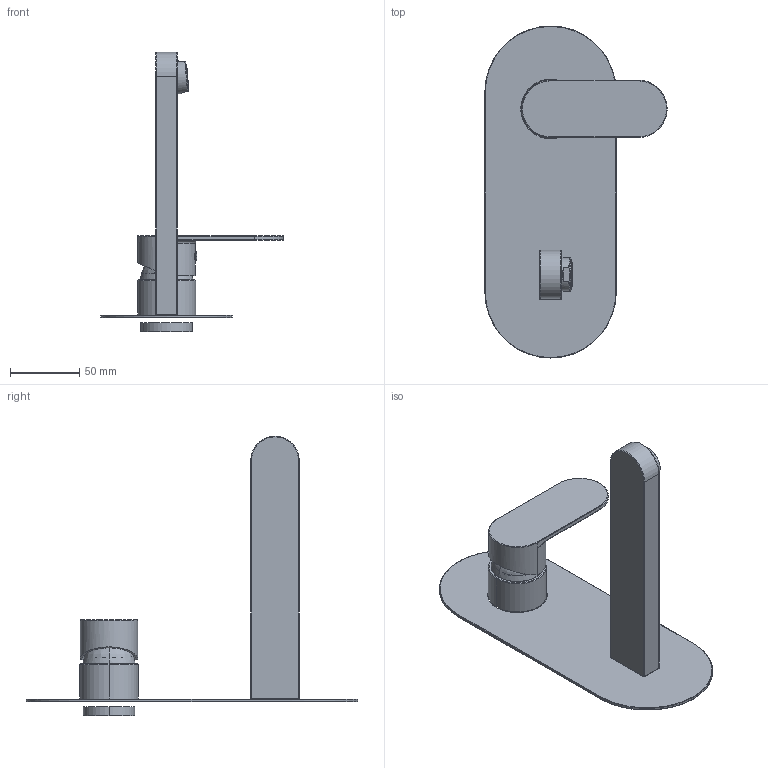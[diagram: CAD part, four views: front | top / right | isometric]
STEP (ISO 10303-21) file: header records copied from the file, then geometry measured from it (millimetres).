
FILE_DESCRIPTION((''),'2;1');
FILE_NAME('AUNO230','2022-09-06T18:28:54',('Michela Ferrini'),(''),'CREO PARAMETRIC BY PTC INC, 2020281','CREO PARAMETRIC BY PTC INC, 2020281','');
FILE_SCHEMA(('CONFIG_CONTROL_DESIGN'));
Length unit declared in the file: millimetre
Products named in the file (11): SINMAC0020_AF0; SCCMAC0004; AUNO005C002; SPLMAC0004; AUNO230C001; AUNO007C001; SARMAC0014; SARMAC0002; SARMAC0015; SARMAA0004; AUNO230
Assembly tree (10 placements, depth 3):
  AUNO230
    SINMAC0020_AF0
    SCCMAC0004
    AUNO005C002
    SPLMAC0004
    AUNO230C001
    AUNO007C001
    SARMAA0004
      SARMAC0014
      SARMAC0002
      SARMAC0015
Bounding box: 131.75 x 240 x 202.13 mm (x, y, z)
Volume: 112911.9 mm3; surface area: 111079.3 mm2
Topology: 9 solids, 12 shells, 732 faces, 1966 edges, 1266 vertices
Faces by surface type: plane 362, cylinder 190, bspline 67, torus 56, cone 49, sphere 6, revolution 2
Entity records: 28970 total; most frequent: CARTESIAN_POINT 10250, DIRECTION 3885, ORIENTED_EDGE 3876, EDGE_CURVE 1945, AXIS2_PLACEMENT_3D 1471, VERTEX_POINT 1236, VECTOR 941, LINE 941
